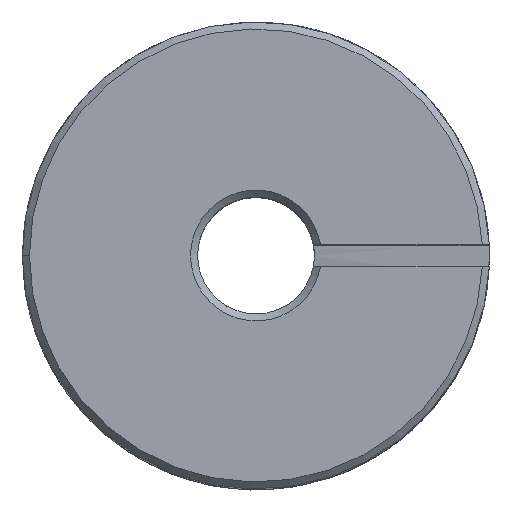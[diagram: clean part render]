
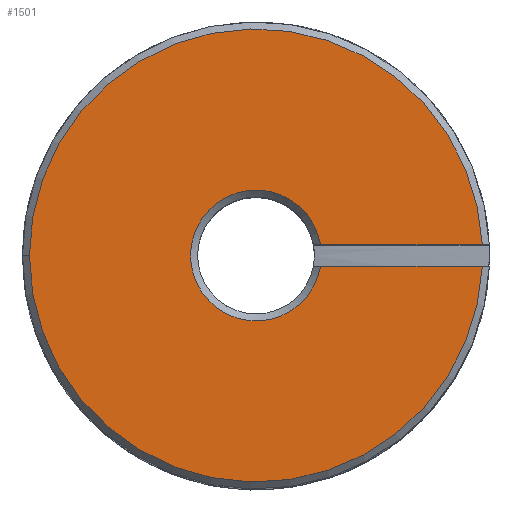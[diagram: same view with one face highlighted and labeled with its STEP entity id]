
A CAD part, top view. The second image highlights one B-rep face of the part: STEP entity #1501.
In plain terms, the highlighted planar face has unit normal (0, 0, 1).
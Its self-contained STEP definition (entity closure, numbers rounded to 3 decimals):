
#24 = VERTEX_POINT ( 'NONE', #2089 ) ;
#244 = CARTESIAN_POINT ( 'NONE',  ( 0., 0., 0. ) ) ;
#288 = AXIS2_PLACEMENT_3D ( 'NONE', #3005, #1521, #3272 ) ;
#303 = VERTEX_POINT ( 'NONE', #2473 ) ;
#426 = EDGE_CURVE ( 'NONE', #2930, #24, #3330, .T. ) ;
#450 = CARTESIAN_POINT ( 'NONE',  ( 10.25, 0.45, 0. ) ) ;
#665 = AXIS2_PLACEMENT_3D ( 'NONE', #244, #2608, #1094 ) ;
#746 = LINE ( 'NONE', #450, #2141 ) ;
#770 = VERTEX_POINT ( 'NONE', #1794 ) ;
#817 = PLANE ( 'NONE',  #665 ) ;
#850 = DIRECTION ( 'NONE',  ( 0., 0., -1. ) ) ;
#1000 = EDGE_CURVE ( 'NONE', #1901, #24, #1212, .T. ) ;
#1014 = ORIENTED_EDGE ( 'NONE', *, *, #1000, .T. ) ;
#1053 = AXIS2_PLACEMENT_3D ( 'NONE', #2398, #850, #2630 ) ;
#1094 = DIRECTION ( 'NONE',  ( 1., 0., 0. ) ) ;
#1141 = ORIENTED_EDGE ( 'NONE', *, *, #1584, .T. ) ;
#1206 = ORIENTED_EDGE ( 'NONE', *, *, #426, .F. ) ;
#1212 = CIRCLE ( 'NONE', #2854, 9.7 ) ;
#1255 = FACE_OUTER_BOUND ( 'NONE', #2898, .T. ) ;
#1300 = CIRCLE ( 'NONE', #288, 9.7 ) ;
#1367 = DIRECTION ( 'NONE',  ( 1., 0., 0. ) ) ;
#1379 = CARTESIAN_POINT ( 'NONE',  ( 10.25, -0.45, 0. ) ) ;
#1421 = DIRECTION ( 'NONE',  ( 1., 0., 0. ) ) ;
#1501 = ADVANCED_FACE ( 'NONE', ( #1255 ), #817, .T. ) ;
#1521 = DIRECTION ( 'NONE',  ( 0., 0., 1. ) ) ;
#1584 = EDGE_CURVE ( 'NONE', #2930, #770, #2502, .T. ) ;
#1657 = CARTESIAN_POINT ( 'NONE',  ( 2.764, -0.45, 0. ) ) ;
#1674 = DIRECTION ( 'NONE',  ( 0., 0., 1. ) ) ;
#1794 = CARTESIAN_POINT ( 'NONE',  ( 2.764, 0.45, 0. ) ) ;
#1901 = VERTEX_POINT ( 'NONE', #2935 ) ;
#2038 = DIRECTION ( 'NONE',  ( -1., 0., 0. ) ) ;
#2089 = CARTESIAN_POINT ( 'NONE',  ( 9.69, -0.45, 0. ) ) ;
#2141 = VECTOR ( 'NONE', #2038, 1000. ) ;
#2260 = EDGE_CURVE ( 'NONE', #303, #770, #746, .T. ) ;
#2398 = CARTESIAN_POINT ( 'NONE',  ( 0., 0., 0. ) ) ;
#2400 = ORIENTED_EDGE ( 'NONE', *, *, #2260, .F. ) ;
#2473 = CARTESIAN_POINT ( 'NONE',  ( 9.69, 0.45, 0. ) ) ;
#2502 = CIRCLE ( 'NONE', #1053, 2.8 ) ;
#2608 = DIRECTION ( 'NONE',  ( 0., 0., 1. ) ) ;
#2630 = DIRECTION ( 'NONE',  ( 1., 0., 0. ) ) ;
#2691 = CARTESIAN_POINT ( 'NONE',  ( 0., 0., 0. ) ) ;
#2733 = VECTOR ( 'NONE', #1367, 1000. ) ;
#2854 = AXIS2_PLACEMENT_3D ( 'NONE', #2691, #1674, #1421 ) ;
#2898 = EDGE_LOOP ( 'NONE', ( #1206, #1141, #2400, #3204, #1014 ) ) ;
#2930 = VERTEX_POINT ( 'NONE', #1657 ) ;
#2935 = CARTESIAN_POINT ( 'NONE',  ( -9.7, 0., 0. ) ) ;
#3005 = CARTESIAN_POINT ( 'NONE',  ( 0., 0., 0. ) ) ;
#3178 = EDGE_CURVE ( 'NONE', #303, #1901, #1300, .T. ) ;
#3204 = ORIENTED_EDGE ( 'NONE', *, *, #3178, .T. ) ;
#3272 = DIRECTION ( 'NONE',  ( 1., 0., 0. ) ) ;
#3330 = LINE ( 'NONE', #1379, #2733 ) ;
